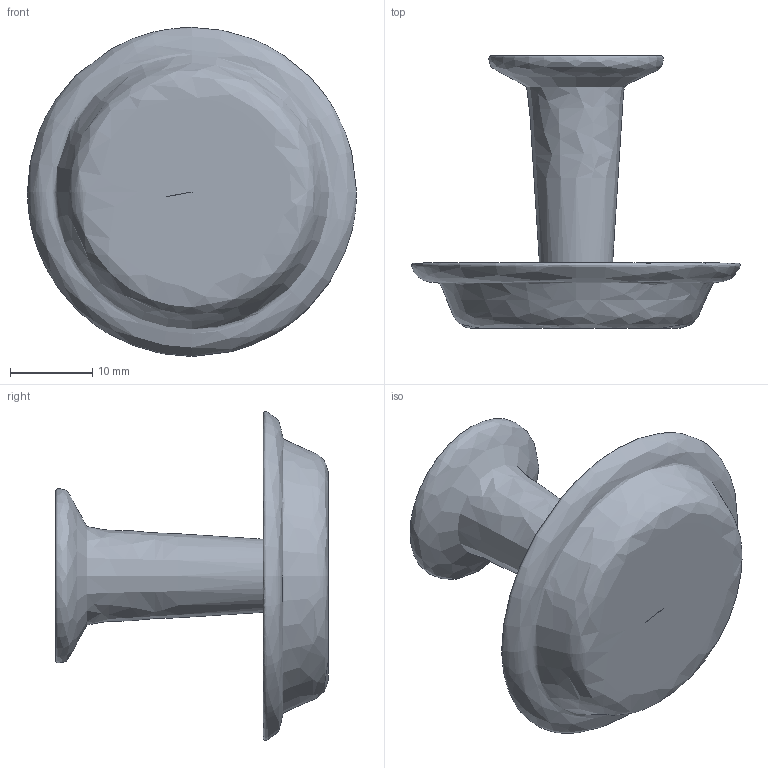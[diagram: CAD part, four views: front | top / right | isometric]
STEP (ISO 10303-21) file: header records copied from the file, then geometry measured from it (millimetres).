
FILE_DESCRIPTION(/* description */ (''),/* implementation_level */ '2;1');
FILE_NAME(/* name */ '0494_01.stp',/* time_stamp */ '2023-01-02T15:24:45+01:00',/* author */ ('jferrer'),/* organization */ (''),/* preprocessor_version */ 'ST-DEVELOPER v18.1',/* originating_system */ 'Autodesk Inventor 2022',/* authorisation */ '');
FILE_SCHEMA (('CONFIG_CONTROL_DESIGN'));
Length unit declared in the file: millimetre
Products named in the file (1): 0494_Pom rodó_01
Bounding box: 40 x 33.13 x 40 mm (x, y, z)
Volume: 10770.7 mm3; surface area: 4476 mm2
Topology: 1 solids, 1 shells, 310 faces, 856 edges, 570 vertices
Faces by surface type: plane 277, cylinder 19, bspline 12, cone 2
Full cylindrical faces by diameter (mm): 1.572 x1, 1.829 x1, 3.242 x1
Entity records: 14430 total; most frequent: CARTESIAN_POINT 6084, ORIENTED_EDGE 1708, DIRECTION 1274, EDGE_CURVE 854, POLYLINE 792, VERTEX_POINT 570, LINE 548, VECTOR 548
